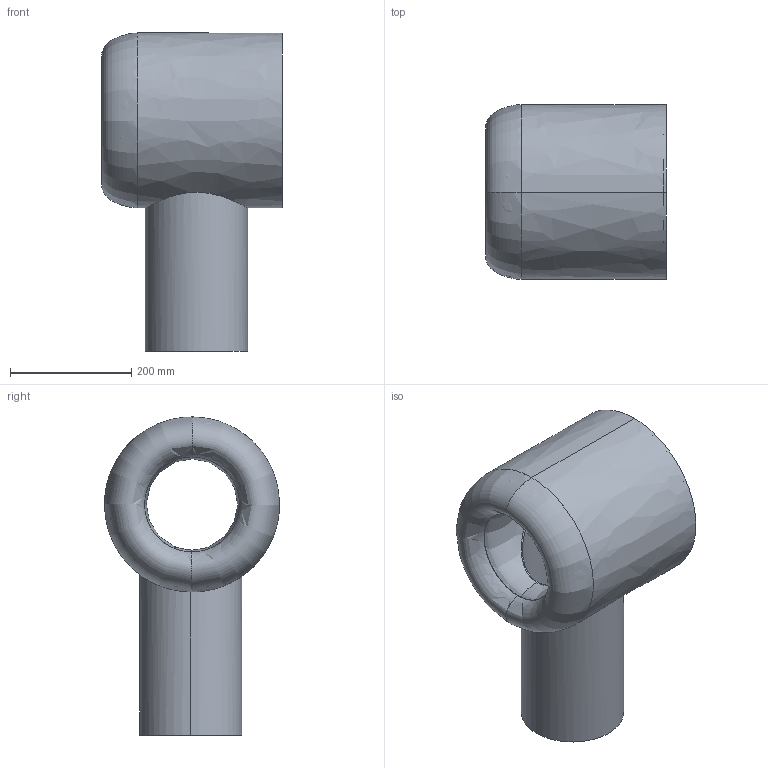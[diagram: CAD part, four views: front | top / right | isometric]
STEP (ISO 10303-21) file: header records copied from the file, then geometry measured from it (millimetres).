
FILE_DESCRIPTION(/* description */ (''),/* implementation_level */ '2;1');
FILE_NAME(/* name */ '222',/* time_stamp */ '2022-11-08T16:14:35+08:00',/* author */ (''),/* organization */ (''),/* preprocessor_version */ 'ST-DEVELOPER v16.5',/* originating_system */ '',/* authorisation */ '');
FILE_SCHEMA (('CONFIG_CONTROL_DESIGN'));
Length unit declared in the file: millimetre
Products named in the file (1): Document
Bounding box: 299.11 x 289.18 x 525.91 mm (x, y, z)
Volume: 1199649.7 mm3; surface area: 1197922.2 mm2
Topology: 1 solids, 1 shells, 28 faces, 75 edges, 43 vertices
Faces by surface type: bspline 22, cylinder 6
Entity records: 4353 total; most frequent: CARTESIAN_POINT 3861, ORIENTED_EDGE 148, EDGE_CURVE 74, VERTEX_POINT 42, ADVANCED_FACE 28, FACE_OUTER_BOUND 28, EDGE_LOOP 28, B_SPLINE_CURVE_WITH_KNOTS 28
